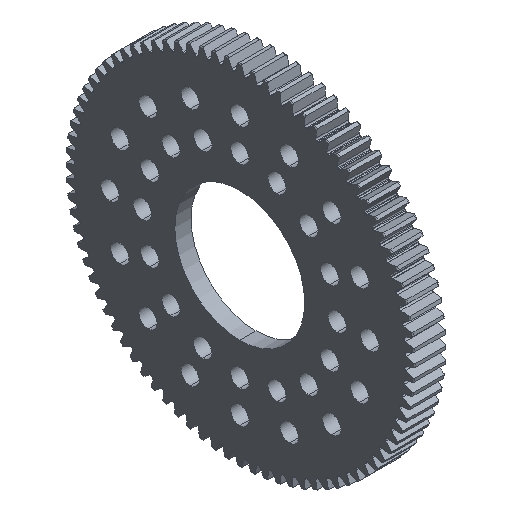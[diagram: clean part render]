
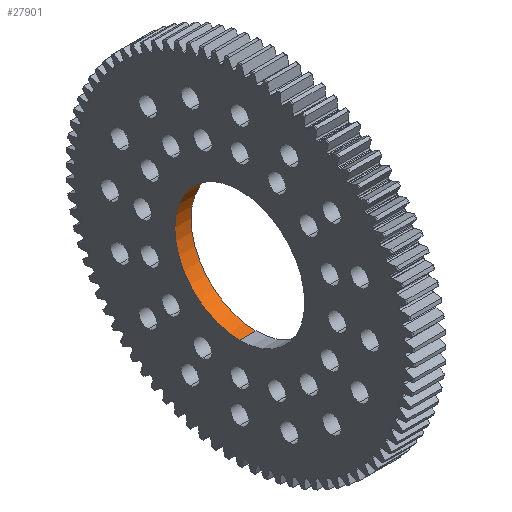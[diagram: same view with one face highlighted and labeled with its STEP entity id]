
A CAD part, isometric view. The second image highlights one B-rep face of the part: STEP entity #27901.
In plain terms, the highlighted cylindrical face has radius 12.713 mm (diameter 25.425 mm), a partial arc.
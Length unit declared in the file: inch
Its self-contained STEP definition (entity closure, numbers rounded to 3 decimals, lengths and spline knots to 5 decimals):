
#743 = FACE_OUTER_BOUND ( 'NONE', #21351, .T. ) ;
#2549 = ORIENTED_EDGE ( 'NONE', *, *, #33695, .F. ) ;
#3498 = VECTOR ( 'NONE', #15099, 39.37008 ) ;
#4310 = DIRECTION ( 'NONE',  ( 1., 0., 0. ) ) ;
#5433 = VERTEX_POINT ( 'NONE', #25140 ) ;
#7932 = CARTESIAN_POINT ( 'NONE',  ( -0.0625, 0., -0.5005 ) ) ;
#9578 = DIRECTION ( 'NONE',  ( 0., 0., -1. ) ) ;
#10076 = VERTEX_POINT ( 'NONE', #10624 ) ;
#10624 = CARTESIAN_POINT ( 'NONE',  ( -0.0625, 0., 0.5005 ) ) ;
#10826 = CARTESIAN_POINT ( 'NONE',  ( -0.1875, 0., 0. ) ) ;
#11869 = CIRCLE ( 'NONE', #17033, 0.5005 ) ;
#12214 = CARTESIAN_POINT ( 'NONE',  ( -0.1875, 0., 0. ) ) ;
#12811 = LINE ( 'NONE', #14337, #19805 ) ;
#13434 = DIRECTION ( 'NONE',  ( 0., 0., -1. ) ) ;
#13752 = DIRECTION ( 'NONE',  ( 1., 0., 0. ) ) ;
#13769 = EDGE_CURVE ( 'NONE', #31346, #10076, #11869, .T. ) ;
#14337 = CARTESIAN_POINT ( 'NONE',  ( -0.1875, 0., 0.5005 ) ) ;
#14874 = CIRCLE ( 'NONE', #32915, 0.5005 ) ;
#15099 = DIRECTION ( 'NONE',  ( 1., 0., 0. ) ) ;
#16732 = CARTESIAN_POINT ( 'NONE',  ( -0.1875, 0., 0.5005 ) ) ;
#17033 = AXIS2_PLACEMENT_3D ( 'NONE', #29444, #13752, #32100 ) ;
#17998 = CARTESIAN_POINT ( 'NONE',  ( -0.1875, 0., -0.5005 ) ) ;
#18667 = EDGE_CURVE ( 'NONE', #5433, #31346, #25272, .T. ) ;
#19656 = DIRECTION ( 'NONE',  ( 1., 0., 0. ) ) ;
#19805 = VECTOR ( 'NONE', #19656, 39.37008 ) ;
#20032 = CYLINDRICAL_SURFACE ( 'NONE', #32976, 0.5005 ) ;
#20630 = VERTEX_POINT ( 'NONE', #16732 ) ;
#21302 = EDGE_CURVE ( 'NONE', #5433, #20630, #14874, .T. ) ;
#21351 = EDGE_LOOP ( 'NONE', ( #2549, #31925, #24919, #21369 ) ) ;
#21369 = ORIENTED_EDGE ( 'NONE', *, *, #13769, .T. ) ;
#24919 = ORIENTED_EDGE ( 'NONE', *, *, #18667, .T. ) ;
#25140 = CARTESIAN_POINT ( 'NONE',  ( -0.1875, 0., -0.5005 ) ) ;
#25272 = LINE ( 'NONE', #17998, #3498 ) ;
#27901 = ADVANCED_FACE ( 'NONE', ( #743 ), #20032, .F. ) ;
#29130 = DIRECTION ( 'NONE',  ( 1., 0., 0. ) ) ;
#29444 = CARTESIAN_POINT ( 'NONE',  ( -0.0625, 0., 0. ) ) ;
#31346 = VERTEX_POINT ( 'NONE', #7932 ) ;
#31925 = ORIENTED_EDGE ( 'NONE', *, *, #21302, .F. ) ;
#32100 = DIRECTION ( 'NONE',  ( 0., 0., -1. ) ) ;
#32915 = AXIS2_PLACEMENT_3D ( 'NONE', #10826, #29130, #13434 ) ;
#32976 = AXIS2_PLACEMENT_3D ( 'NONE', #12214, #4310, #9578 ) ;
#33695 = EDGE_CURVE ( 'NONE', #20630, #10076, #12811, .T. ) ;
